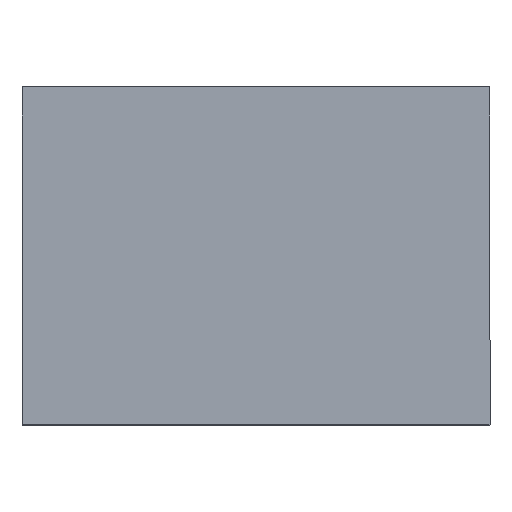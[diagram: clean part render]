
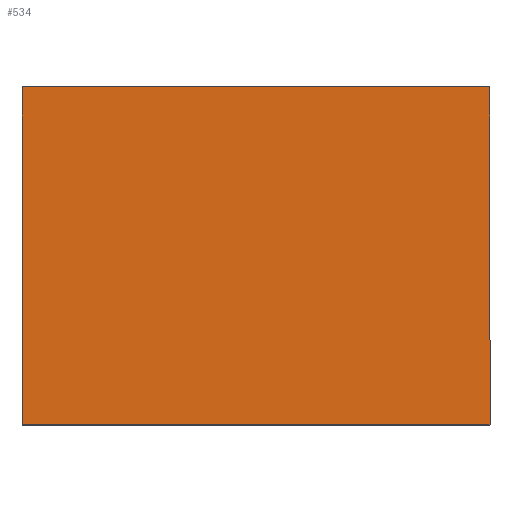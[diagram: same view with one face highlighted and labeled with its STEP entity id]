
A CAD part, top view. The second image highlights one B-rep face of the part: STEP entity #534.
In plain terms, the highlighted planar face has unit normal (0, 0, 1).
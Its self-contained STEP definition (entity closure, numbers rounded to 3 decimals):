
#6 = AXIS2_PLACEMENT_3D ( 'NONE', #332, #343, #238 ) ;
#95 = CARTESIAN_POINT ( 'NONE',  ( -19.25, 0., 2. ) ) ;
#97 = DIRECTION ( 'NONE',  ( 0., -1., 0. ) ) ;
#161 = EDGE_CURVE ( 'NONE', #991, #288, #263, .T. ) ;
#166 = CARTESIAN_POINT ( 'NONE',  ( 0., 13., 2. ) ) ;
#172 = LINE ( 'NONE', #95, #968 ) ;
#185 = CARTESIAN_POINT ( 'NONE',  ( 0., -13., 2. ) ) ;
#198 = EDGE_CURVE ( 'NONE', #873, #288, #172, .T. ) ;
#222 = ORIENTED_EDGE ( 'NONE', *, *, #161, .F. ) ;
#238 = DIRECTION ( 'NONE',  ( 1., 0., 0. ) ) ;
#263 = LINE ( 'NONE', #185, #517 ) ;
#264 = CARTESIAN_POINT ( 'NONE',  ( 16.75, -13., 2. ) ) ;
#288 = VERTEX_POINT ( 'NONE', #519 ) ;
#332 = CARTESIAN_POINT ( 'NONE',  ( 0., 0., 2. ) ) ;
#338 = DIRECTION ( 'NONE',  ( -1., 0., 0. ) ) ;
#343 = DIRECTION ( 'NONE',  ( 0., 0., 1. ) ) ;
#359 = DIRECTION ( 'NONE',  ( 0., -1., 0. ) ) ;
#405 = VERTEX_POINT ( 'NONE', #621 ) ;
#510 = DIRECTION ( 'NONE',  ( -1., 0., 0. ) ) ;
#517 = VECTOR ( 'NONE', #510, 1000. ) ;
#519 = CARTESIAN_POINT ( 'NONE',  ( -19.25, -13., 2. ) ) ;
#527 = EDGE_CURVE ( 'NONE', #405, #873, #733, .T. ) ;
#534 = ADVANCED_FACE ( 'NONE', ( #570 ), #724, .T. ) ;
#570 = FACE_OUTER_BOUND ( 'NONE', #852, .T. ) ;
#618 = ORIENTED_EDGE ( 'NONE', *, *, #527, .T. ) ;
#621 = CARTESIAN_POINT ( 'NONE',  ( 16.75, 13., 2. ) ) ;
#724 = PLANE ( 'NONE',  #6 ) ;
#733 = LINE ( 'NONE', #166, #859 ) ;
#794 = CARTESIAN_POINT ( 'NONE',  ( -19.25, 13., 2. ) ) ;
#802 = LINE ( 'NONE', #812, #987 ) ;
#812 = CARTESIAN_POINT ( 'NONE',  ( 16.75, 0., 2. ) ) ;
#852 = EDGE_LOOP ( 'NONE', ( #879, #618, #963, #222 ) ) ;
#859 = VECTOR ( 'NONE', #338, 1000. ) ;
#873 = VERTEX_POINT ( 'NONE', #794 ) ;
#879 = ORIENTED_EDGE ( 'NONE', *, *, #945, .F. ) ;
#945 = EDGE_CURVE ( 'NONE', #405, #991, #802, .T. ) ;
#963 = ORIENTED_EDGE ( 'NONE', *, *, #198, .T. ) ;
#968 = VECTOR ( 'NONE', #359, 1000. ) ;
#987 = VECTOR ( 'NONE', #97, 1000. ) ;
#991 = VERTEX_POINT ( 'NONE', #264 ) ;
